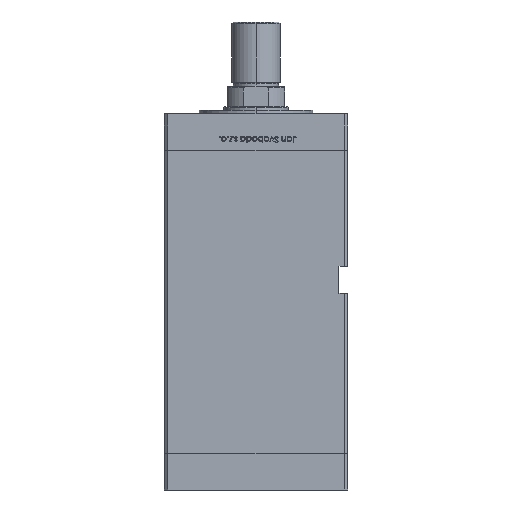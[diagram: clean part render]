
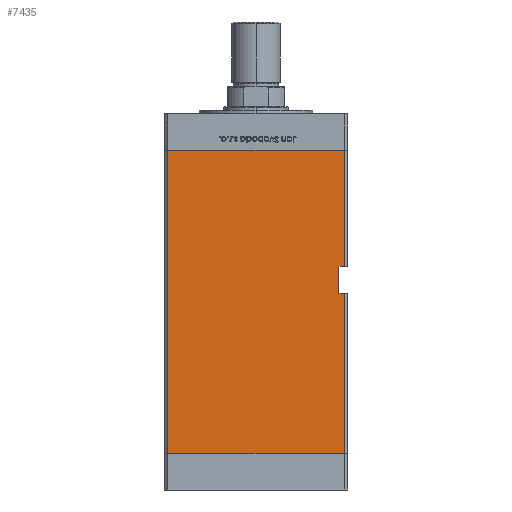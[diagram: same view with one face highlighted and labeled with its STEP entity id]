
A CAD part, left-side view. The second image highlights one B-rep face of the part: STEP entity #7435.
In plain terms, the highlighted planar face has unit normal (-1, 0, 0).
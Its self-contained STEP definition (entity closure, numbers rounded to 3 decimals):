
#877 = LINE ( 'NONE', #42226, #9319 ) ;
#4449 = VERTEX_POINT ( 'NONE', #44691 ) ;
#5317 = CARTESIAN_POINT ( 'NONE',  ( -60., -49., 89. ) ) ;
#5388 = DIRECTION ( 'NONE',  ( 1., 0., 0. ) ) ;
#6534 = ORIENTED_EDGE ( 'NONE', *, *, #53040, .F. ) ;
#6988 = CARTESIAN_POINT ( 'NONE',  ( -60., -49., 168.5 ) ) ;
#7435 = ADVANCED_FACE ( 'NONE', ( #42967 ), #38372, .F. ) ;
#7535 = VERTEX_POINT ( 'NONE', #51088 ) ;
#7913 = ORIENTED_EDGE ( 'NONE', *, *, #42231, .F. ) ;
#8652 = VECTOR ( 'NONE', #45319, 1000. ) ;
#8688 = LINE ( 'NONE', #21137, #13584 ) ;
#9196 = CARTESIAN_POINT ( 'NONE',  ( -60., 49., 168.5 ) ) ;
#9319 = VECTOR ( 'NONE', #13324, 1000. ) ;
#11440 = EDGE_CURVE ( 'NONE', #47087, #15021, #21158, .T. ) ;
#13324 = DIRECTION ( 'NONE',  ( 0., 0., -1. ) ) ;
#13576 = CARTESIAN_POINT ( 'NONE',  ( -60., 49., 0. ) ) ;
#13584 = VECTOR ( 'NONE', #45979, 1000. ) ;
#14206 = AXIS2_PLACEMENT_3D ( 'NONE', #9196, #5388, #34842 ) ;
#14301 = ORIENTED_EDGE ( 'NONE', *, *, #26973, .T. ) ;
#15021 = VERTEX_POINT ( 'NONE', #16348 ) ;
#15050 = CARTESIAN_POINT ( 'NONE',  ( -60., 49., 0. ) ) ;
#16308 = DIRECTION ( 'NONE',  ( 0., -1., 0. ) ) ;
#16348 = CARTESIAN_POINT ( 'NONE',  ( -60., -49., 0. ) ) ;
#21137 = CARTESIAN_POINT ( 'NONE',  ( -60., 49., 168.5 ) ) ;
#21158 = LINE ( 'NONE', #13576, #26405 ) ;
#21954 = DIRECTION ( 'NONE',  ( 0., 0., -1. ) ) ;
#22065 = VERTEX_POINT ( 'NONE', #6988 ) ;
#22774 = VECTOR ( 'NONE', #21954, 1000. ) ;
#23380 = ORIENTED_EDGE ( 'NONE', *, *, #34542, .F. ) ;
#24175 = CARTESIAN_POINT ( 'NONE',  ( -60., -46., 104. ) ) ;
#24206 = DIRECTION ( 'NONE',  ( 0., 0., -1. ) ) ;
#24672 = LINE ( 'NONE', #27460, #40934 ) ;
#25244 = EDGE_CURVE ( 'NONE', #25839, #15021, #45743, .T. ) ;
#25470 = VECTOR ( 'NONE', #29312, 1000. ) ;
#25839 = VERTEX_POINT ( 'NONE', #5317 ) ;
#26405 = VECTOR ( 'NONE', #37352, 1000. ) ;
#26973 = EDGE_CURVE ( 'NONE', #32767, #7535, #24672, .T. ) ;
#27460 = CARTESIAN_POINT ( 'NONE',  ( -60., -46., 104. ) ) ;
#28049 = EDGE_CURVE ( 'NONE', #4449, #25839, #33093, .T. ) ;
#28846 = CARTESIAN_POINT ( 'NONE',  ( -60., 49., 168.5 ) ) ;
#29312 = DIRECTION ( 'NONE',  ( 0., -1., 0. ) ) ;
#32574 = CARTESIAN_POINT ( 'NONE',  ( -60., -46., 104. ) ) ;
#32767 = VERTEX_POINT ( 'NONE', #24175 ) ;
#33093 = LINE ( 'NONE', #49595, #25470 ) ;
#34028 = ORIENTED_EDGE ( 'NONE', *, *, #25244, .F. ) ;
#34217 = EDGE_LOOP ( 'NONE', ( #34028, #51536, #6534, #14301, #7913, #23380, #49225, #49476 ) ) ;
#34371 = CARTESIAN_POINT ( 'NONE',  ( -60., -49., 168.5 ) ) ;
#34542 = EDGE_CURVE ( 'NONE', #43141, #22065, #8688, .T. ) ;
#34842 = DIRECTION ( 'NONE',  ( 0., 1., 0. ) ) ;
#37352 = DIRECTION ( 'NONE',  ( 0., -1., 0. ) ) ;
#38372 = PLANE ( 'NONE',  #14206 ) ;
#39855 = CARTESIAN_POINT ( 'NONE',  ( -60., 49., 168.5 ) ) ;
#40934 = VECTOR ( 'NONE', #16308, 1000. ) ;
#42226 = CARTESIAN_POINT ( 'NONE',  ( -60., -49., 168.5 ) ) ;
#42231 = EDGE_CURVE ( 'NONE', #22065, #7535, #877, .T. ) ;
#42967 = FACE_OUTER_BOUND ( 'NONE', #34217, .T. ) ;
#43141 = VERTEX_POINT ( 'NONE', #39855 ) ;
#44691 = CARTESIAN_POINT ( 'NONE',  ( -60., -46., 89. ) ) ;
#44735 = LINE ( 'NONE', #32574, #50130 ) ;
#45319 = DIRECTION ( 'NONE',  ( 0., 0., -1. ) ) ;
#45743 = LINE ( 'NONE', #34371, #22774 ) ;
#45979 = DIRECTION ( 'NONE',  ( 0., -1., 0. ) ) ;
#47087 = VERTEX_POINT ( 'NONE', #15050 ) ;
#49225 = ORIENTED_EDGE ( 'NONE', *, *, #50485, .T. ) ;
#49476 = ORIENTED_EDGE ( 'NONE', *, *, #11440, .T. ) ;
#49595 = CARTESIAN_POINT ( 'NONE',  ( -60., -46., 89. ) ) ;
#50130 = VECTOR ( 'NONE', #24206, 1000. ) ;
#50485 = EDGE_CURVE ( 'NONE', #43141, #47087, #50719, .T. ) ;
#50719 = LINE ( 'NONE', #28846, #8652 ) ;
#51088 = CARTESIAN_POINT ( 'NONE',  ( -60., -49., 104. ) ) ;
#51536 = ORIENTED_EDGE ( 'NONE', *, *, #28049, .F. ) ;
#53040 = EDGE_CURVE ( 'NONE', #32767, #4449, #44735, .T. ) ;
